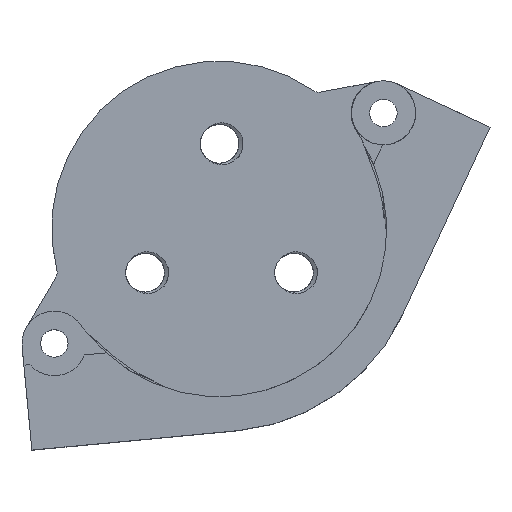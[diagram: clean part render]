
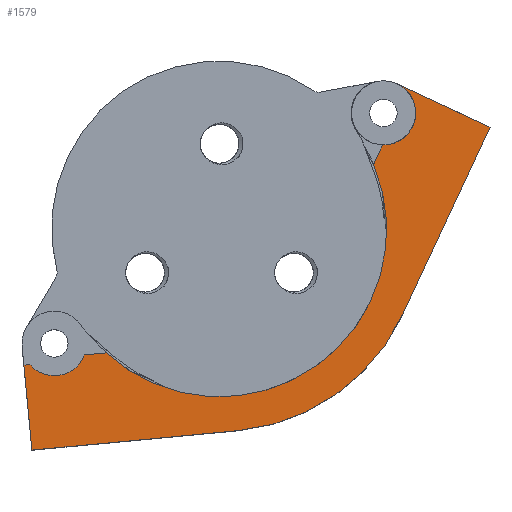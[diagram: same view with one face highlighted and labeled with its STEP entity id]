
A CAD part, top view. The second image highlights one B-rep face of the part: STEP entity #1579.
In plain terms, the highlighted planar face has unit normal (0, 0, 1).
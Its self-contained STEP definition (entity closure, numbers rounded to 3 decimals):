
#43=PLANE('',#1695);
#90=FACE_OUTER_BOUND('',#173,.T.);
#173=EDGE_LOOP('',(#1117,#1118,#1119,#1120,#1121,#1122,#1123,#1124,#1125,
#1126,#1127,#1128,#1129,#1130));
#252=CIRCLE('',#1686,3.5);
#253=CIRCLE('',#1687,3.529);
#260=CIRCLE('',#1696,22.035);
#261=CIRCLE('',#1697,3.5);
#262=CIRCLE('',#1698,3.5);
#263=CIRCLE('',#1699,18.25);
#427=LINE('',#2881,#516);
#428=LINE('',#2885,#517);
#429=LINE('',#2889,#518);
#435=LINE('',#2910,#524);
#436=LINE('',#2915,#525);
#437=LINE('',#2919,#526);
#438=LINE('',#2921,#527);
#439=LINE('',#2927,#528);
#516=VECTOR('',#1891,10.);
#517=VECTOR('',#1894,10.);
#518=VECTOR('',#1897,10.);
#524=VECTOR('',#1915,10.);
#525=VECTOR('',#1920,10.);
#526=VECTOR('',#1923,10.);
#527=VECTOR('',#1924,10.);
#528=VECTOR('',#1929,10.);
#651=VERTEX_POINT('',#2878);
#652=VERTEX_POINT('',#2880);
#653=VERTEX_POINT('',#2882);
#654=VERTEX_POINT('',#2884);
#655=VERTEX_POINT('',#2886);
#656=VERTEX_POINT('',#2888);
#665=VERTEX_POINT('',#2908);
#667=VERTEX_POINT('',#2914);
#668=VERTEX_POINT('',#2916);
#669=VERTEX_POINT('',#2918);
#670=VERTEX_POINT('',#2920);
#671=VERTEX_POINT('',#2922);
#672=VERTEX_POINT('',#2924);
#673=VERTEX_POINT('',#2926);
#835=EDGE_CURVE('',#652,#651,#427,.T.);
#836=EDGE_CURVE('',#653,#652,#252,.T.);
#837=EDGE_CURVE('',#654,#653,#428,.T.);
#838=EDGE_CURVE('',#655,#654,#253,.T.);
#839=EDGE_CURVE('',#655,#656,#429,.T.);
#850=EDGE_CURVE('',#651,#665,#435,.T.);
#852=EDGE_CURVE('',#667,#665,#436,.T.);
#853=EDGE_CURVE('',#667,#668,#260,.T.);
#854=EDGE_CURVE('',#668,#669,#437,.T.);
#855=EDGE_CURVE('',#669,#670,#438,.T.);
#856=EDGE_CURVE('',#671,#670,#261,.T.);
#857=EDGE_CURVE('',#672,#671,#262,.T.);
#858=EDGE_CURVE('',#672,#673,#439,.T.);
#859=EDGE_CURVE('',#673,#656,#263,.T.);
#1117=ORIENTED_EDGE('',*,*,#850,.T.);
#1118=ORIENTED_EDGE('',*,*,#852,.F.);
#1119=ORIENTED_EDGE('',*,*,#853,.T.);
#1120=ORIENTED_EDGE('',*,*,#854,.T.);
#1121=ORIENTED_EDGE('',*,*,#855,.T.);
#1122=ORIENTED_EDGE('',*,*,#856,.F.);
#1123=ORIENTED_EDGE('',*,*,#857,.F.);
#1124=ORIENTED_EDGE('',*,*,#858,.T.);
#1125=ORIENTED_EDGE('',*,*,#859,.T.);
#1126=ORIENTED_EDGE('',*,*,#839,.F.);
#1127=ORIENTED_EDGE('',*,*,#838,.T.);
#1128=ORIENTED_EDGE('',*,*,#837,.T.);
#1129=ORIENTED_EDGE('',*,*,#836,.T.);
#1130=ORIENTED_EDGE('',*,*,#835,.T.);
#1579=ADVANCED_FACE('',(#90),#43,.T.);
#1686=AXIS2_PLACEMENT_3D('',#2883,#1892,#1893);
#1687=AXIS2_PLACEMENT_3D('',#2887,#1895,#1896);
#1695=AXIS2_PLACEMENT_3D('',#2913,#1918,#1919);
#1696=AXIS2_PLACEMENT_3D('',#2917,#1921,#1922);
#1697=AXIS2_PLACEMENT_3D('',#2923,#1925,#1926);
#1698=AXIS2_PLACEMENT_3D('',#2925,#1927,#1928);
#1699=AXIS2_PLACEMENT_3D('',#2928,#1930,#1931);
#1891=DIRECTION('',(-0.996,-0.094,0.));
#1892=DIRECTION('center_axis',(0.,0.,-1.));
#1893=DIRECTION('ref_axis',(0.182,-0.983,0.));
#1894=DIRECTION('',(-0.983,-0.182,0.));
#1895=DIRECTION('center_axis',(0.,0.,
-1.));
#1896=DIRECTION('ref_axis',(-0.809,0.587,0.));
#1897=DIRECTION('',(0.996,0.094,0.));
#1915=DIRECTION('',(0.094,-0.996,0.));
#1918=DIRECTION('center_axis',(0.,0.,
1.));
#1919=DIRECTION('ref_axis',(1.,0.,0.));
#1920=DIRECTION('',(-0.996,-0.094,0.));
#1921=DIRECTION('center_axis',(0.,0.,
1.));
#1922=DIRECTION('ref_axis',(1.,0.,0.));
#1923=DIRECTION('',(0.422,0.906,0.));
#1924=DIRECTION('',(-0.906,0.422,0.));
#1925=DIRECTION('center_axis',(0.,0.,
1.));
#1926=DIRECTION('ref_axis',(-0.182,0.983,0.));
#1927=DIRECTION('center_axis',(0.,0.,
1.));
#1928=DIRECTION('ref_axis',(-0.182,0.983,0.));
#1929=DIRECTION('',(-0.422,-0.906,0.));
#1930=DIRECTION('center_axis',(0.,0.,
-1.));
#1931=DIRECTION('ref_axis',(-1.,0.,0.));
#2878=CARTESIAN_POINT('',(-184.973,-73.402,203.267));
#2880=CARTESIAN_POINT('',(-184.328,-73.342,203.267));
#2881=CARTESIAN_POINT('',(-184.328,-73.342,203.267));
#2882=CARTESIAN_POINT('',(-181.044,-74.496,203.267));
#2883=CARTESIAN_POINT('Origin',(-181.679,-71.054,203.267));
#2884=CARTESIAN_POINT('',(-180.684,-74.43,203.268));
#2885=CARTESIAN_POINT('',(-180.684,-74.43,203.267));
#2886=CARTESIAN_POINT('',(-178.356,-72.291,203.268));
#2887=CARTESIAN_POINT('Origin',(-181.655,-71.037,203.268));
#2888=CARTESIAN_POINT('',(-175.953,-72.064,203.268));
#2889=CARTESIAN_POINT('',(-162.472,-70.789,203.268));
#2908=CARTESIAN_POINT('',(-184.096,-82.677,203.268));
#2910=CARTESIAN_POINT('',(-184.983,-73.289,203.268));
#2913=CARTESIAN_POINT('Origin',(-146.641,-64.87,203.268));
#2914=CARTESIAN_POINT('',(-161.549,-80.546,203.268));
#2915=CARTESIAN_POINT('',(-161.549,-80.546,203.268));
#2916=CARTESIAN_POINT('',(-143.649,-67.913,203.268));
#2917=CARTESIAN_POINT('Origin',(-163.623,-58.608,203.268));
#2918=CARTESIAN_POINT('',(-134.106,-47.426,203.268));
#2919=CARTESIAN_POINT('',(-143.649,-67.913,203.268));
#2920=CARTESIAN_POINT('',(-144.099,-42.771,203.268));
#2921=CARTESIAN_POINT('',(-137.277,-45.949,203.268));
#2922=CARTESIAN_POINT('',(-145.083,-49.316,203.268));
#2923=CARTESIAN_POINT('Origin',(-145.718,-45.874,203.268));
#2924=CARTESIAN_POINT('',(-145.824,-49.373,203.267));
#2925=CARTESIAN_POINT('Origin',(-145.718,-45.874,203.268));
#2926=CARTESIAN_POINT('',(-146.815,-51.5,203.267));
#2927=CARTESIAN_POINT('',(-148.506,-55.131,203.267));
#2928=CARTESIAN_POINT('Origin',(-163.623,-58.608,203.268));
